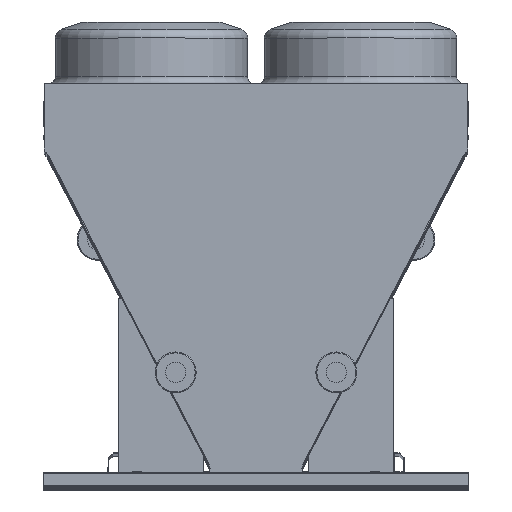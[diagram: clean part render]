
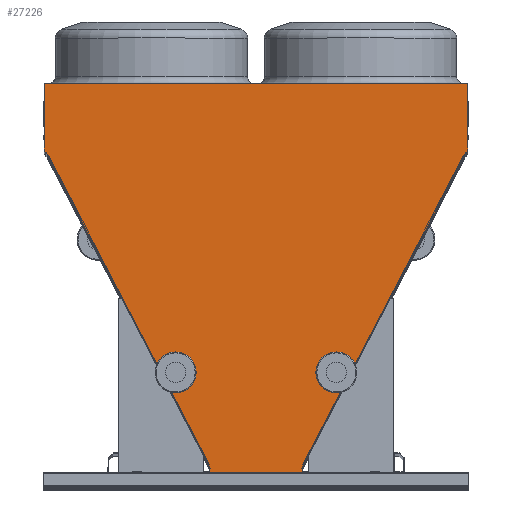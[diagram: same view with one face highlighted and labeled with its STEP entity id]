
A CAD part, top view. The second image highlights one B-rep face of the part: STEP entity #27226.
In plain terms, the highlighted planar face has unit normal (0, 0, 1).
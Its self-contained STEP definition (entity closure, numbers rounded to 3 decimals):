
#205 = CARTESIAN_POINT ( 'NONE',  ( -279.893, 1.482, 0. ) ) ;
#753 = VECTOR ( 'NONE', #38324, 1000. ) ;
#1062 = EDGE_CURVE ( 'NONE', #17112, #17416, #3855, .T. ) ;
#1828 = CARTESIAN_POINT ( 'NONE',  ( 279.893, 0., 0. ) ) ;
#1968 = EDGE_CURVE ( 'NONE', #9777, #22300, #23266, .T. ) ;
#2584 = ORIENTED_EDGE ( 'NONE', *, *, #37147, .T. ) ;
#2790 = VECTOR ( 'NONE', #37120, 1000. ) ;
#3059 = EDGE_LOOP ( 'NONE', ( #18776, #5234, #18288, #13895, #25491, #40454, #40006, #24389, #42983, #29357, #5269, #35460, #28441, #7174, #2584, #41364, #3327, #4939 ) ) ;
#3327 = ORIENTED_EDGE ( 'NONE', *, *, #31076, .T. ) ;
#3855 = LINE ( 'NONE', #27009, #2790 ) ;
#4716 = VECTOR ( 'NONE', #40230, 1000. ) ;
#4939 = ORIENTED_EDGE ( 'NONE', *, *, #20240, .T. ) ;
#5061 = LINE ( 'NONE', #42800, #12961 ) ;
#5234 = ORIENTED_EDGE ( 'NONE', *, *, #18518, .T. ) ;
#5240 = EDGE_CURVE ( 'NONE', #22300, #9057, #11232, .T. ) ;
#5269 = ORIENTED_EDGE ( 'NONE', *, *, #1968, .T. ) ;
#5301 = LINE ( 'NONE', #29563, #23168 ) ;
#5397 = VECTOR ( 'NONE', #25142, 1000. ) ;
#5729 = VERTEX_POINT ( 'NONE', #42085 ) ;
#5796 = VECTOR ( 'NONE', #14657, 1000. ) ;
#6870 = EDGE_CURVE ( 'NONE', #26839, #31719, #28443, .T. ) ;
#7108 = CARTESIAN_POINT ( 'NONE',  ( -246.893, 17.358, 0. ) ) ;
#7174 = ORIENTED_EDGE ( 'NONE', *, *, #8154, .T. ) ;
#8154 = EDGE_CURVE ( 'NONE', #25772, #12648, #10458, .T. ) ;
#9057 = VERTEX_POINT ( 'NONE', #33015 ) ;
#9454 = CARTESIAN_POINT ( 'NONE',  ( -279.893, 0., 0. ) ) ;
#9777 = VERTEX_POINT ( 'NONE', #40977 ) ;
#9881 = CARTESIAN_POINT ( 'NONE',  ( -1136.282, 2083.62, 0. ) ) ;
#10198 = VECTOR ( 'NONE', #40130, 1000. ) ;
#10458 = LINE ( 'NONE', #39989, #28315 ) ;
#10492 = VECTOR ( 'NONE', #31144, 1000. ) ;
#10622 = VERTEX_POINT ( 'NONE', #16241 ) ;
#11232 = LINE ( 'NONE', #35764, #35961 ) ;
#12099 = EDGE_CURVE ( 'NONE', #17416, #26489, #29418, .T. ) ;
#12227 = DIRECTION ( 'NONE',  ( 0., 1., 0. ) ) ;
#12560 = VERTEX_POINT ( 'NONE', #205 ) ;
#12648 = VERTEX_POINT ( 'NONE', #20807 ) ;
#12676 = CARTESIAN_POINT ( 'NONE',  ( 1136.15, 2083.62, 0. ) ) ;
#12961 = VECTOR ( 'NONE', #42942, 1000. ) ;
#13001 = EDGE_CURVE ( 'NONE', #15557, #10622, #23071, .T. ) ;
#13317 = CARTESIAN_POINT ( 'NONE',  ( 1136.15, 2083.62, 0. ) ) ;
#13662 = LINE ( 'NONE', #13317, #4716 ) ;
#13895 = ORIENTED_EDGE ( 'NONE', *, *, #12099, .T. ) ;
#13951 = FACE_OUTER_BOUND ( 'NONE', #3059, .T. ) ;
#14227 = CARTESIAN_POINT ( 'NONE',  ( -245.403, 20.223, 0. ) ) ;
#14657 = DIRECTION ( 'NONE',  ( -1., 0., 0. ) ) ;
#14714 = LINE ( 'NONE', #24665, #5796 ) ;
#15140 = DIRECTION ( 'NONE',  ( -1., 0., 0. ) ) ;
#15355 = DIRECTION ( 'NONE',  ( 0., 1., 0. ) ) ;
#15421 = EDGE_CURVE ( 'NONE', #27244, #17040, #31290, .T. ) ;
#15557 = VERTEX_POINT ( 'NONE', #39857 ) ;
#16241 = CARTESIAN_POINT ( 'NONE',  ( 1136.15, 1727.462, 0. ) ) ;
#17040 = VERTEX_POINT ( 'NONE', #30347 ) ;
#17112 = VERTEX_POINT ( 'NONE', #20751 ) ;
#17416 = VERTEX_POINT ( 'NONE', #42728 ) ;
#17902 = LINE ( 'NONE', #39482, #26848 ) ;
#18288 = ORIENTED_EDGE ( 'NONE', *, *, #1062, .T. ) ;
#18518 = EDGE_CURVE ( 'NONE', #5729, #17112, #5061, .T. ) ;
#18776 = ORIENTED_EDGE ( 'NONE', *, *, #30454, .T. ) ;
#19384 = DIRECTION ( 'NONE',  ( -0.463, 0.886, 0. ) ) ;
#20122 = CARTESIAN_POINT ( 'NONE',  ( 245.39, 20.232, 0. ) ) ;
#20185 = EDGE_CURVE ( 'NONE', #12560, #26839, #40154, .T. ) ;
#20240 = EDGE_CURVE ( 'NONE', #41761, #33188, #36994, .T. ) ;
#20751 = CARTESIAN_POINT ( 'NONE',  ( -1127.739, 1711.053, 0. ) ) ;
#20807 = CARTESIAN_POINT ( 'NONE',  ( 1126.218, 1711.776, 0. ) ) ;
#21210 = VECTOR ( 'NONE', #22920, 1000. ) ;
#22149 = CARTESIAN_POINT ( 'NONE',  ( 279.893, 0., 0. ) ) ;
#22300 = VERTEX_POINT ( 'NONE', #33275 ) ;
#22654 = CARTESIAN_POINT ( 'NONE',  ( 1127.607, 1711.053, 0. ) ) ;
#22920 = DIRECTION ( 'NONE',  ( 0., -1., 0. ) ) ;
#23071 = LINE ( 'NONE', #22654, #24122 ) ;
#23168 = VECTOR ( 'NONE', #39533, 1000. ) ;
#23266 = LINE ( 'NONE', #25286, #5397 ) ;
#23686 = CARTESIAN_POINT ( 'NONE',  ( 279.893, 0., 0. ) ) ;
#24122 = VECTOR ( 'NONE', #32702, 1000. ) ;
#24389 = ORIENTED_EDGE ( 'NONE', *, *, #20185, .T. ) ;
#24665 = CARTESIAN_POINT ( 'NONE',  ( -279.893, 1.482, 0. ) ) ;
#25142 = DIRECTION ( 'NONE',  ( -1., 0., 0. ) ) ;
#25146 = PLANE ( 'NONE',  #29323 ) ;
#25286 = CARTESIAN_POINT ( 'NONE',  ( 279.893, 1.482, 0. ) ) ;
#25491 = ORIENTED_EDGE ( 'NONE', *, *, #33429, .T. ) ;
#25570 = DIRECTION ( 'NONE',  ( 1., 0., 0. ) ) ;
#25772 = VERTEX_POINT ( 'NONE', #20122 ) ;
#26149 = EDGE_CURVE ( 'NONE', #31719, #9777, #41878, .T. ) ;
#26288 = LINE ( 'NONE', #7108, #36287 ) ;
#26489 = VERTEX_POINT ( 'NONE', #40622 ) ;
#26640 = DIRECTION ( 'NONE',  ( 0.462, 0.887, 0. ) ) ;
#26839 = VERTEX_POINT ( 'NONE', #9454 ) ;
#26848 = VECTOR ( 'NONE', #19384, 1000. ) ;
#27009 = CARTESIAN_POINT ( 'NONE',  ( -1127.739, 1711.053, 0. ) ) ;
#27226 = ADVANCED_FACE ( 'NONE', ( #13951 ), #25146, .F. ) ;
#27244 = VERTEX_POINT ( 'NONE', #38777 ) ;
#27401 = VECTOR ( 'NONE', #25570, 1000. ) ;
#28315 = VECTOR ( 'NONE', #26640, 1000. ) ;
#28441 = ORIENTED_EDGE ( 'NONE', *, *, #30962, .T. ) ;
#28443 = LINE ( 'NONE', #22149, #27401 ) ;
#28525 = CARTESIAN_POINT ( 'NONE',  ( 0., 0., 0. ) ) ;
#29312 = CARTESIAN_POINT ( 'NONE',  ( -246.893, 17.358, 0. ) ) ;
#29323 = AXIS2_PLACEMENT_3D ( 'NONE', #28525, #35298, #15140 ) ;
#29357 = ORIENTED_EDGE ( 'NONE', *, *, #26149, .T. ) ;
#29418 = LINE ( 'NONE', #14227, #10492 ) ;
#29563 = CARTESIAN_POINT ( 'NONE',  ( -1136.282, 1727.462, 0. ) ) ;
#29728 = CARTESIAN_POINT ( 'NONE',  ( -279.893, 0., 0. ) ) ;
#30269 = VECTOR ( 'NONE', #32697, 1000. ) ;
#30347 = CARTESIAN_POINT ( 'NONE',  ( -246.893, 1.482, 0. ) ) ;
#30454 = EDGE_CURVE ( 'NONE', #33188, #5729, #5301, .T. ) ;
#30636 = DIRECTION ( 'NONE',  ( -0.461, -0.887, 0. ) ) ;
#30962 = EDGE_CURVE ( 'NONE', #9057, #25772, #17902, .T. ) ;
#31076 = EDGE_CURVE ( 'NONE', #10622, #41761, #13662, .T. ) ;
#31144 = DIRECTION ( 'NONE',  ( 0.462, -0.887, 0. ) ) ;
#31290 = LINE ( 'NONE', #29312, #30269 ) ;
#31719 = VERTEX_POINT ( 'NONE', #23686 ) ;
#32697 = DIRECTION ( 'NONE',  ( 0., -1., 0. ) ) ;
#32702 = DIRECTION ( 'NONE',  ( 0.462, 0.887, 0. ) ) ;
#33010 = VECTOR ( 'NONE', #15355, 1000. ) ;
#33015 = CARTESIAN_POINT ( 'NONE',  ( 246.893, 17.358, 0. ) ) ;
#33188 = VERTEX_POINT ( 'NONE', #35921 ) ;
#33275 = CARTESIAN_POINT ( 'NONE',  ( 246.893, 1.482, 0. ) ) ;
#33429 = EDGE_CURVE ( 'NONE', #26489, #27244, #26288, .T. ) ;
#34057 = EDGE_CURVE ( 'NONE', #17040, #12560, #14714, .T. ) ;
#35298 = DIRECTION ( 'NONE',  ( 0., 0., -1. ) ) ;
#35460 = ORIENTED_EDGE ( 'NONE', *, *, #5240, .T. ) ;
#35512 = LINE ( 'NONE', #41575, #753 ) ;
#35764 = CARTESIAN_POINT ( 'NONE',  ( 246.893, 17.358, 0. ) ) ;
#35921 = CARTESIAN_POINT ( 'NONE',  ( -1136.282, 2083.62, 0. ) ) ;
#35961 = VECTOR ( 'NONE', #12227, 1000. ) ;
#36287 = VECTOR ( 'NONE', #30636, 1000. ) ;
#36994 = LINE ( 'NONE', #9881, #10198 ) ;
#37120 = DIRECTION ( 'NONE',  ( 0.887, 0.462, 0. ) ) ;
#37147 = EDGE_CURVE ( 'NONE', #12648, #15557, #35512, .T. ) ;
#38324 = DIRECTION ( 'NONE',  ( 0.887, -0.462, 0. ) ) ;
#38777 = CARTESIAN_POINT ( 'NONE',  ( -246.893, 17.358, 0. ) ) ;
#39482 = CARTESIAN_POINT ( 'NONE',  ( 246.893, 17.358, 0. ) ) ;
#39533 = DIRECTION ( 'NONE',  ( 0., -1., 0. ) ) ;
#39857 = CARTESIAN_POINT ( 'NONE',  ( 1127.607, 1711.053, 0. ) ) ;
#39989 = CARTESIAN_POINT ( 'NONE',  ( 245.39, 20.232, 0. ) ) ;
#40006 = ORIENTED_EDGE ( 'NONE', *, *, #34057, .T. ) ;
#40130 = DIRECTION ( 'NONE',  ( -1., 0., 0. ) ) ;
#40154 = LINE ( 'NONE', #29728, #21210 ) ;
#40230 = DIRECTION ( 'NONE',  ( 0., 1., 0. ) ) ;
#40454 = ORIENTED_EDGE ( 'NONE', *, *, #15421, .T. ) ;
#40622 = CARTESIAN_POINT ( 'NONE',  ( -245.403, 20.223, 0. ) ) ;
#40977 = CARTESIAN_POINT ( 'NONE',  ( 279.893, 1.482, 0. ) ) ;
#41364 = ORIENTED_EDGE ( 'NONE', *, *, #13001, .T. ) ;
#41575 = CARTESIAN_POINT ( 'NONE',  ( 1127.607, 1711.053, 0. ) ) ;
#41761 = VERTEX_POINT ( 'NONE', #12676 ) ;
#41878 = LINE ( 'NONE', #1828, #33010 ) ;
#42085 = CARTESIAN_POINT ( 'NONE',  ( -1136.282, 1727.462, 0. ) ) ;
#42728 = CARTESIAN_POINT ( 'NONE',  ( -1126.246, 1711.83, 0. ) ) ;
#42800 = CARTESIAN_POINT ( 'NONE',  ( -1127.739, 1711.053, 0. ) ) ;
#42942 = DIRECTION ( 'NONE',  ( 0.462, -0.887, 0. ) ) ;
#42983 = ORIENTED_EDGE ( 'NONE', *, *, #6870, .T. ) ;
